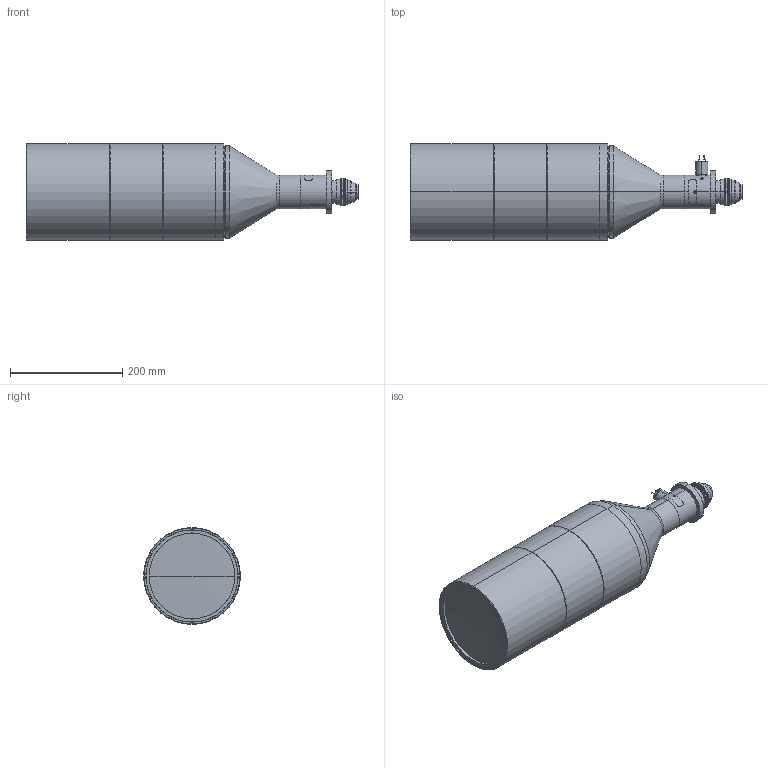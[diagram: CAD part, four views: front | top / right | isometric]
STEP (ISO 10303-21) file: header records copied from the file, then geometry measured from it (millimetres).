
FILE_DESCRIPTION (( 'STEP AP203' ), '1' );
FILE_NAME ('S5LPL1823_LED_01.STEP', '2022-03-03T05:53:55', ( '' ), ( '' ), 'SwSTEP 2.0', 'SolidWorks 2021', '' );
FILE_SCHEMA (( 'CONFIG_CONTROL_DESIGN' ));
Length unit declared in the file: millimetre
Products named in the file (44): 134330; 053710; S0DIF1363; 518002; O-Ring 15x1; S5ELE1365; 438207; 134318; 100009; din 914 - m3 x 4-n_DIN 914 - M3 x 4-N; S5LPL1823_LED_01; 115703; S5LMN1172; 115706; S9FIL9025; 438201; 115705; 097108; Anschlußkabel 300 mm^134301; 438205; S5LAO1172; S0SET9125; S5LMN0450_078; 134316; S0PRW9125_000; S0PRM9125_033; 134301; S5LAO0450_078; S5LED0011; S5MEC0010_R„ndel; 438208; 438204; 518004; 154407; 518003; 518001; 134317; 122103; din 912 m2 x 10 --- 10n_DIN 912 M2 x 10 --- 10N; 134319 ...
Assembly tree (46 placements, depth 5):
  S5LPL1823_LED_01
    S5LAO0450_078
      S5LMN0450_078
    115703  x2
    115705
    115706
    122103
    097108
    518001
      S0SET9125
        S0PRW9125_000
          S0PRM9125_020
          S0PRM9125_033
        S9FIL9025
      518002
      518003
      518004
      O-Ring 15x1
      din 912 m2 x 10 --- 10n_DIN 912 M2 x 10 --- 10N
      DIN 912 M2 x 4 --- 4N_DIN 912 M2 x 4 --- 4N  x2
      din 914 - m3 x 4-n_DIN 914 - M3 x 4-N
    163401
      134301
        134317
        134319
        134330
        S5ELE1365
        S5LED0011
        Anschlußkabel 300 mm^134301  x2
      134316
      134318
      053710
      S5FIL0201
      S0DIF1363
    438201
      S5LAO1172
        S5LMN1172
      438204
      438205
      438207
      438208
      S5MEC0010_R„ndel
    100009
    154407
Bounding box: 592.75 x 173 x 173 mm (x, y, z)
Volume: 2523211.5 mm3; surface area: 710989.3 mm2
Topology: 38 solids, 38 shells, 1441 faces, 3557 edges, 2241 vertices
Faces by surface type: plane 594, cylinder 532, cone 172, torus 134, sphere 9
Entity records: 46248 total; most frequent: CARTESIAN_POINT 7887, DIRECTION 7518, ORIENTED_EDGE 6742, EDGE_CURVE 3371, AXIS2_PLACEMENT_3D 2806, VERTEX_POINT 2141, VECTOR 1906, LINE 1906
